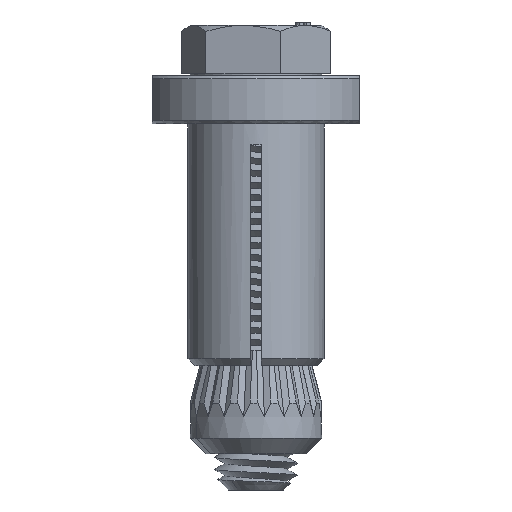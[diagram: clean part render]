
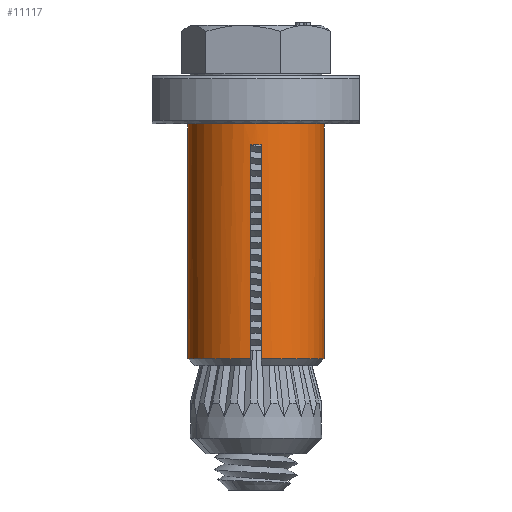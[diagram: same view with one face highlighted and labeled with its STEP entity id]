
A CAD part, front view. The second image highlights one B-rep face of the part: STEP entity #11117.
In plain terms, the highlighted cylindrical face has radius 9.875 mm (diameter 19.75 mm), a partial arc.
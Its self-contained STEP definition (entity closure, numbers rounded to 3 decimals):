
#881 = DIRECTION ( 'NONE',  ( 1., 0., 0. ) ) ;
#882 = DIRECTION ( 'NONE',  ( 0., 0., 1. ) ) ;
#884 = CARTESIAN_POINT ( 'NONE',  ( 0., 0., 0. ) ) ;
#885 = AXIS2_PLACEMENT_3D ( 'NONE', #884, #882, #881 ) ;
#886 = CYLINDRICAL_SURFACE ( 'NONE', #885, 9.875 ) ;
#888 = FACE_OUTER_BOUND ( 'NONE', #11118, .T. ) ;
#889 = DIRECTION ( 'NONE',  ( 1., 0., 0. ) ) ;
#890 = DIRECTION ( 'NONE',  ( 0., 0., 1. ) ) ;
#891 = CARTESIAN_POINT ( 'NONE',  ( 0., 0., -7. ) ) ;
#892 = AXIS2_PLACEMENT_3D ( 'NONE', #891, #890, #889 ) ;
#893 = CIRCLE ( 'NONE', #892, 9.875 ) ;
#958 = CARTESIAN_POINT ( 'NONE',  ( 9.846, -0.75, -10. ) ) ;
#959 = DIRECTION ( 'NONE',  ( 0., 0., 1. ) ) ;
#960 = VECTOR ( 'NONE', #959, 1000. ) ;
#961 = CARTESIAN_POINT ( 'NONE',  ( 9.846, -0.75, 0. ) ) ;
#962 = LINE ( 'NONE', #961, #960 ) ;
#964 = CARTESIAN_POINT ( 'NONE',  ( 9.846, -0.75, -41. ) ) ;
#965 = DIRECTION ( 'NONE',  ( 1., 0., 0. ) ) ;
#966 = DIRECTION ( 'NONE',  ( 0., 0., 1. ) ) ;
#967 = CARTESIAN_POINT ( 'NONE',  ( 0., 0., -41. ) ) ;
#968 = AXIS2_PLACEMENT_3D ( 'NONE', #967, #966, #965 ) ;
#970 = CIRCLE ( 'NONE', #968, 9.875 ) ;
#971 = CARTESIAN_POINT ( 'NONE',  ( 0.75, -9.846, -41. ) ) ;
#973 = DIRECTION ( 'NONE',  ( 0., 0., -1. ) ) ;
#974 = VECTOR ( 'NONE', #973, 1000. ) ;
#975 = CARTESIAN_POINT ( 'NONE',  ( 0.75, -9.846, 0. ) ) ;
#976 = LINE ( 'NONE', #975, #974 ) ;
#990 = CARTESIAN_POINT ( 'NONE',  ( -0.75, -9.846, -10. ) ) ;
#991 = DIRECTION ( 'NONE',  ( 0., 0., 1. ) ) ;
#992 = VECTOR ( 'NONE', #991, 1000. ) ;
#993 = CARTESIAN_POINT ( 'NONE',  ( -0.75, -9.846, 0. ) ) ;
#994 = LINE ( 'NONE', #993, #992 ) ;
#995 = CARTESIAN_POINT ( 'NONE',  ( -0.75, -9.846, -41. ) ) ;
#996 = DIRECTION ( 'NONE',  ( 1., 0., 0. ) ) ;
#997 = DIRECTION ( 'NONE',  ( 0., 0., 1. ) ) ;
#998 = CARTESIAN_POINT ( 'NONE',  ( 0., 0., -41. ) ) ;
#999 = AXIS2_PLACEMENT_3D ( 'NONE', #998, #997, #996 ) ;
#1000 = CIRCLE ( 'NONE', #999, 9.875 ) ;
#1001 = CARTESIAN_POINT ( 'NONE',  ( -9.846, -0.75, -41. ) ) ;
#1002 = DIRECTION ( 'NONE',  ( 0., 0., -1. ) ) ;
#1003 = VECTOR ( 'NONE', #1002, 1000. ) ;
#1004 = CARTESIAN_POINT ( 'NONE',  ( -9.846, -0.75, 0. ) ) ;
#1005 = LINE ( 'NONE', #1004, #1003 ) ;
#1006 = CARTESIAN_POINT ( 'NONE',  ( -9.846, -0.75, -10. ) ) ;
#1007 = DIRECTION ( 'NONE',  ( 1., 0., 0. ) ) ;
#1008 = DIRECTION ( 'NONE',  ( 0., 0., 1. ) ) ;
#1009 = AXIS2_PLACEMENT_3D ( 'NONE', #1014, #1008, #1007 ) ;
#1010 = CIRCLE ( 'NONE', #1009, 9.875 ) ;
#1014 = CARTESIAN_POINT ( 'NONE',  ( 0., 0., -10. ) ) ;
#1018 = DIRECTION ( 'NONE',  ( 1., 0., 0. ) ) ;
#1019 = DIRECTION ( 'NONE',  ( 0., 0., 1. ) ) ;
#1020 = CARTESIAN_POINT ( 'NONE',  ( 0., 0., -10. ) ) ;
#1021 = AXIS2_PLACEMENT_3D ( 'NONE', #1020, #1019, #1018 ) ;
#1022 = CIRCLE ( 'NONE', #1021, 9.875 ) ;
#1051 = CARTESIAN_POINT ( 'NONE',  ( 0.75, -9.846, -10. ) ) ;
#1052 = DIRECTION ( 'NONE',  ( 1., 0., 0. ) ) ;
#1054 = DIRECTION ( 'NONE',  ( 0., 0., 1. ) ) ;
#1055 = CARTESIAN_POINT ( 'NONE',  ( 0., 0., -10. ) ) ;
#1056 = AXIS2_PLACEMENT_3D ( 'NONE', #1055, #1054, #1052 ) ;
#1057 = CIRCLE ( 'NONE', #1056, 9.875 ) ;
#10709 = VERTEX_POINT ( 'NONE', #16933 ) ;
#10725 = EDGE_CURVE ( 'NONE', #10726, #10730, #16969, .T. ) ;
#10726 = VERTEX_POINT ( 'NONE', #16965 ) ;
#10730 = VERTEX_POINT ( 'NONE', #16959 ) ;
#10735 = EDGE_CURVE ( 'NONE', #10709, #10736, #16947, .T. ) ;
#10736 = VERTEX_POINT ( 'NONE', #17008 ) ;
#10918 = ORIENTED_EDGE ( 'NONE', *, *, #11174, .T. ) ;
#11116 = EDGE_CURVE ( 'NONE', #10736, #10730, #893, .T. ) ;
#11117 = ADVANCED_FACE ( 'NONE', ( #888 ), #886, .T. ) ;
#11118 = EDGE_LOOP ( 'NONE', ( #11119, #10918, #11176, #11179, #11182, #11185, #11188, #11162, #11165, #11168, #11170, #11171 ) ) ;
#11119 = ORIENTED_EDGE ( 'NONE', *, *, #10735, .F. ) ;
#11159 = EDGE_CURVE ( 'NONE', #11187, #11161, #976, .T. ) ;
#11161 = VERTEX_POINT ( 'NONE', #971 ) ;
#11162 = ORIENTED_EDGE ( 'NONE', *, *, #11163, .T. ) ;
#11163 = EDGE_CURVE ( 'NONE', #11161, #11164, #970, .T. ) ;
#11164 = VERTEX_POINT ( 'NONE', #964 ) ;
#11165 = ORIENTED_EDGE ( 'NONE', *, *, #11166, .T. ) ;
#11166 = EDGE_CURVE ( 'NONE', #11164, #11167, #962, .T. ) ;
#11167 = VERTEX_POINT ( 'NONE', #958 ) ;
#11168 = ORIENTED_EDGE ( 'NONE', *, *, #11169, .T. ) ;
#11169 = EDGE_CURVE ( 'NONE', #11167, #10726, #1022, .T. ) ;
#11170 = ORIENTED_EDGE ( 'NONE', *, *, #10725, .T. ) ;
#11171 = ORIENTED_EDGE ( 'NONE', *, *, #11116, .F. ) ;
#11174 = EDGE_CURVE ( 'NONE', #10709, #11175, #1010, .T. ) ;
#11175 = VERTEX_POINT ( 'NONE', #1006 ) ;
#11176 = ORIENTED_EDGE ( 'NONE', *, *, #11177, .T. ) ;
#11177 = EDGE_CURVE ( 'NONE', #11175, #11178, #1005, .T. ) ;
#11178 = VERTEX_POINT ( 'NONE', #1001 ) ;
#11179 = ORIENTED_EDGE ( 'NONE', *, *, #11180, .T. ) ;
#11180 = EDGE_CURVE ( 'NONE', #11178, #11181, #1000, .T. ) ;
#11181 = VERTEX_POINT ( 'NONE', #995 ) ;
#11182 = ORIENTED_EDGE ( 'NONE', *, *, #11183, .T. ) ;
#11183 = EDGE_CURVE ( 'NONE', #11181, #11184, #994, .T. ) ;
#11184 = VERTEX_POINT ( 'NONE', #990 ) ;
#11185 = ORIENTED_EDGE ( 'NONE', *, *, #11186, .T. ) ;
#11186 = EDGE_CURVE ( 'NONE', #11184, #11187, #1057, .T. ) ;
#11187 = VERTEX_POINT ( 'NONE', #1051 ) ;
#11188 = ORIENTED_EDGE ( 'NONE', *, *, #11159, .T. ) ;
#16933 = CARTESIAN_POINT ( 'NONE',  ( -9.875, 0., -10. ) ) ;
#16944 = DIRECTION ( 'NONE',  ( 0., 0., 1. ) ) ;
#16945 = VECTOR ( 'NONE', #16944, 1000. ) ;
#16946 = CARTESIAN_POINT ( 'NONE',  ( -9.875, 0., 0. ) ) ;
#16947 = LINE ( 'NONE', #16946, #16945 ) ;
#16959 = CARTESIAN_POINT ( 'NONE',  ( 9.875, 0., -7. ) ) ;
#16965 = CARTESIAN_POINT ( 'NONE',  ( 9.875, 0., -10. ) ) ;
#16966 = DIRECTION ( 'NONE',  ( 0., 0., 1. ) ) ;
#16967 = VECTOR ( 'NONE', #16966, 1000. ) ;
#16968 = CARTESIAN_POINT ( 'NONE',  ( 9.875, 0., 0. ) ) ;
#16969 = LINE ( 'NONE', #16968, #16967 ) ;
#17008 = CARTESIAN_POINT ( 'NONE',  ( -9.875, 0., -7. ) ) ;
